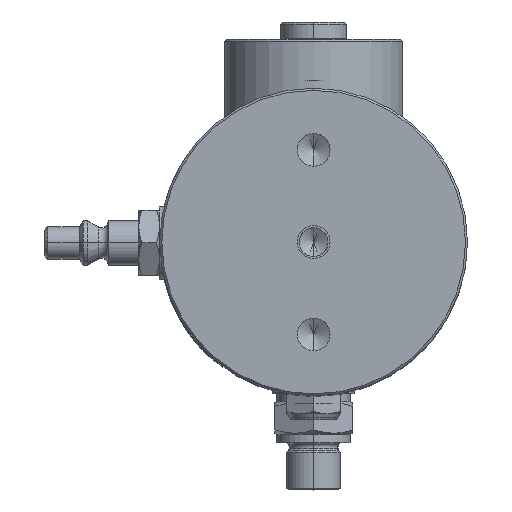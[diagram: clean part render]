
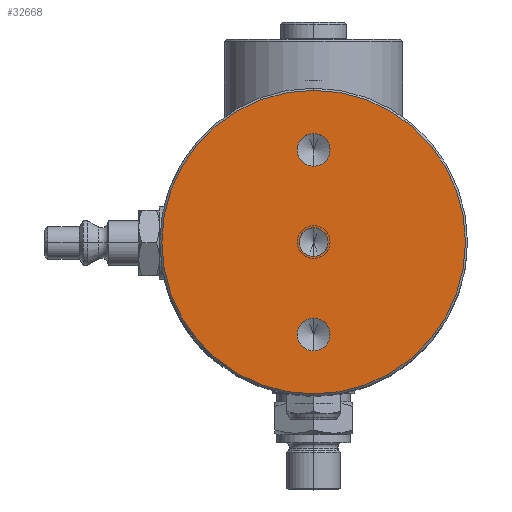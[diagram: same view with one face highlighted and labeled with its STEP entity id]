
A CAD part, top view. The second image highlights one B-rep face of the part: STEP entity #32668.
In plain terms, the highlighted face is planar.
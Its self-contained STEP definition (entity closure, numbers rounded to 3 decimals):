
#32039=CARTESIAN_POINT('',(0.,0.,0.));
#32040=DIRECTION('',(-1.,0.,0.));
#32041=DIRECTION('',(0.,-1.,0.));
#32042=AXIS2_PLACEMENT_3D('',#32039,#32040,#32041);
#32057=CARTESIAN_POINT('',(0.,-22.5,0.));
#32058=DIRECTION('',(-1.,0.,0.));
#32059=DIRECTION('',(0.,1.,0.));
#32060=AXIS2_PLACEMENT_3D('',#32057,#32058,#32059);
#32062=CARTESIAN_POINT('',(0.,-22.5,0.));
#32063=DIRECTION('',(-1.,0.,0.));
#32064=DIRECTION('',(0.,-1.,0.));
#32065=AXIS2_PLACEMENT_3D('',#32062,#32063,#32064);
#32067=CARTESIAN_POINT('',(0.,22.5,0.));
#32068=DIRECTION('',(1.,0.,0.));
#32069=DIRECTION('',(0.,-1.,0.));
#32070=AXIS2_PLACEMENT_3D('',#32067,#32068,#32069);
#32072=CARTESIAN_POINT('',(0.,22.5,0.));
#32073=DIRECTION('',(1.,0.,0.));
#32074=DIRECTION('',(0.,1.,0.));
#32075=AXIS2_PLACEMENT_3D('',#32072,#32073,#32074);
#32077=CARTESIAN_POINT('',(0.,0.,0.));
#32078=DIRECTION('',(-1.,0.,0.));
#32079=DIRECTION('',(0.,1.,0.));
#32080=AXIS2_PLACEMENT_3D('',#32077,#32078,#32079);
#32082=CARTESIAN_POINT('',(0.,0.,0.));
#32083=DIRECTION('',(-1.,0.,0.));
#32084=DIRECTION('',(0.,-1.,0.));
#32085=AXIS2_PLACEMENT_3D('',#32082,#32083,#32084);
#32087=CARTESIAN_POINT('',(0.,0.,0.));
#32088=DIRECTION('',(1.,0.,0.));
#32089=DIRECTION('',(0.,-1.,0.));
#32090=AXIS2_PLACEMENT_3D('',#32087,#32088,#32089);
#32239=CARTESIAN_POINT('',(0.,-18.5,0.));
#32240=CARTESIAN_POINT('',(0.,-26.5,0.));
#32241=VERTEX_POINT('',#32239);
#32242=VERTEX_POINT('',#32240);
#32249=CARTESIAN_POINT('',(0.,18.5,0.));
#32250=CARTESIAN_POINT('',(0.,26.5,0.));
#32251=VERTEX_POINT('',#32249);
#32252=VERTEX_POINT('',#32250);
#32259=CARTESIAN_POINT('',(0.,3.5,0.));
#32260=CARTESIAN_POINT('',(0.,-3.5,0.));
#32261=VERTEX_POINT('',#32259);
#32262=VERTEX_POINT('',#32260);
#32263=CARTESIAN_POINT('',(0.,-37.,0.));
#32264=CARTESIAN_POINT('',(0.,37.,0.));
#32265=VERTEX_POINT('',#32263);
#32266=VERTEX_POINT('',#32264);
#32640=CARTESIAN_POINT('',(0.,0.,0.));
#32641=DIRECTION('',(-1.,0.,0.));
#32642=DIRECTION('',(0.,1.,0.));
#32643=AXIS2_PLACEMENT_3D('',#32640,#32641,#32642);
#32644=PLANE('',#32643);
#32646=ORIENTED_EDGE('',*,*,#32645,.F.);
#32647=ORIENTED_EDGE('',*,*,#32630,.T.);
#32648=EDGE_LOOP('',(#32646,#32647));
#32649=FACE_OUTER_BOUND('',#32648,.F.);
#32651=ORIENTED_EDGE('',*,*,#32650,.F.);
#32653=ORIENTED_EDGE('',*,*,#32652,.F.);
#32654=EDGE_LOOP('',(#32651,#32653));
#32655=FACE_BOUND('',#32654,.F.);
#32657=ORIENTED_EDGE('',*,*,#32656,.T.);
#32659=ORIENTED_EDGE('',*,*,#32658,.T.);
#32660=EDGE_LOOP('',(#32657,#32659));
#32661=FACE_BOUND('',#32660,.F.);
#32663=ORIENTED_EDGE('',*,*,#32662,.F.);
#32665=ORIENTED_EDGE('',*,*,#32664,.F.);
#32666=EDGE_LOOP('',(#32663,#32665));
#32667=FACE_BOUND('',#32666,.F.);
#32668=ADVANCED_FACE('',(#32649,#32655,#32661,#32667),#32644,.F.);
#32043=CIRCLE('',#32042,37.);
#32061=CIRCLE('',#32060,4.);
#32066=CIRCLE('',#32065,4.);
#32071=CIRCLE('',#32070,4.);
#32076=CIRCLE('',#32075,4.);
#32081=CIRCLE('',#32080,3.5);
#32086=CIRCLE('',#32085,3.5);
#32091=CIRCLE('',#32090,37.);
#32630=EDGE_CURVE('',#32265,#32266,#32043,.T.);
#32645=EDGE_CURVE('',#32265,#32266,#32091,.T.);
#32650=EDGE_CURVE('',#32241,#32242,#32061,.T.);
#32652=EDGE_CURVE('',#32242,#32241,#32066,.T.);
#32656=EDGE_CURVE('',#32251,#32252,#32071,.T.);
#32658=EDGE_CURVE('',#32252,#32251,#32076,.T.);
#32662=EDGE_CURVE('',#32261,#32262,#32081,.T.);
#32664=EDGE_CURVE('',#32262,#32261,#32086,.T.);
